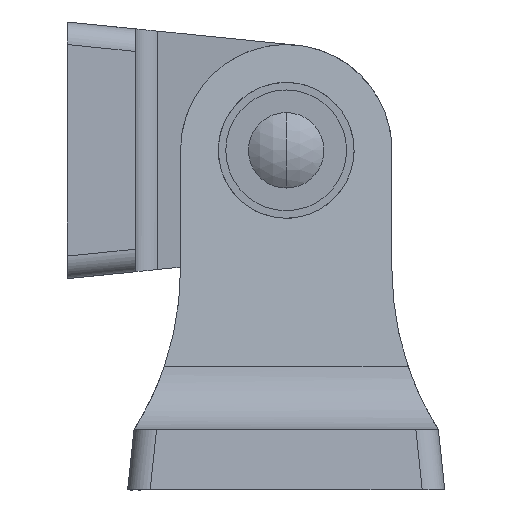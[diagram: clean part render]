
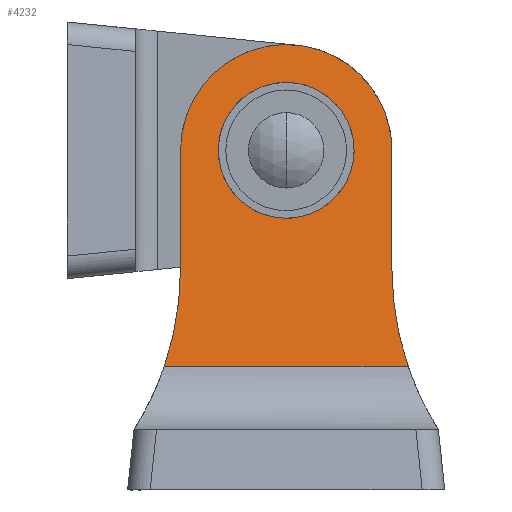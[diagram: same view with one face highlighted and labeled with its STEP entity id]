
A CAD part, front view. The second image highlights one B-rep face of the part: STEP entity #4232.
In plain terms, the highlighted planar face has unit normal (0, -0.986, 0.164).
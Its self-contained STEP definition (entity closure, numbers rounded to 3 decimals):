
#47 = VECTOR ( 'NONE', #1267, 1000. ) ;
#70 = VECTOR ( 'NONE', #1256, 1000. ) ;
#139 = EDGE_CURVE ( 'NONE', #2919, #2923, #4646, .T. ) ;
#140 = EDGE_CURVE ( 'NONE', #2923, #863, #1254, .T. ) ;
#141 = EDGE_CURVE ( 'NONE', #872, #2941, #4648, .T. ) ;
#142 = EDGE_CURVE ( 'NONE', #2903, #2932, #4645, .T. ) ;
#143 = EDGE_CURVE ( 'NONE', #2941, #2903, #1265, .T. ) ;
#144 = EDGE_CURVE ( 'NONE', #869, #858, #2251, .T. ) ;
#303 = VECTOR ( 'NONE', #3280, 1000. ) ;
#467 = EDGE_CURVE ( 'NONE', #858, #869, #2860, .T. ) ;
#578 = EDGE_CURVE ( 'NONE', #2932, #2919, #3278, .T. ) ;
#605 = EDGE_CURVE ( 'NONE', #863, #872, #2862, .T. ) ;
#858 = VERTEX_POINT ( 'NONE', #3649 ) ;
#863 = VERTEX_POINT ( 'NONE', #3654 ) ;
#869 = VERTEX_POINT ( 'NONE', #3660 ) ;
#872 = VERTEX_POINT ( 'NONE', #3663 ) ;
#1011 = EDGE_LOOP ( 'NONE', ( #2650, #2653 ) ) ;
#1053 = EDGE_LOOP ( 'NONE', ( #2652, #2655, #2654, #2656, #2657, #2659, #2658 ) ) ;
#1250 = CARTESIAN_POINT ( 'NONE',  ( -16.161, -46.607, -28.644 ) ) ;
#1251 = CARTESIAN_POINT ( 'NONE',  ( -14.727, -45.91, -24.46 ) ) ;
#1252 = CARTESIAN_POINT ( 'NONE',  ( -14., -45.183, -20.097 ) ) ;
#1253 = CARTESIAN_POINT ( 'NONE',  ( -14., -44.446, -15.674 ) ) ;
#1254 = LINE ( 'NONE', #1255, #70 ) ;
#1255 = CARTESIAN_POINT ( 'NONE',  ( -14., -39.5, 14. ) ) ;
#1256 = DIRECTION ( 'NONE',  ( 0., 0.164, 0.986 ) ) ;
#1257 = CARTESIAN_POINT ( 'NONE',  ( 0., -39.5, 14. ) ) ;
#1258 = CARTESIAN_POINT ( 'NONE',  ( 8.201, -39.5, 14. ) ) ;
#1259 = CARTESIAN_POINT ( 'NONE',  ( 14., -40.466, 8.201 ) ) ;
#1260 = CARTESIAN_POINT ( 'NONE',  ( 14., -41.833, 0. ) ) ;
#1261 = CARTESIAN_POINT ( 'NONE',  ( 14., -44.446, -15.674 ) ) ;
#1262 = CARTESIAN_POINT ( 'NONE',  ( 14., -45.183, -20.097 ) ) ;
#1263 = CARTESIAN_POINT ( 'NONE',  ( 14.727, -45.91, -24.46 ) ) ;
#1264 = CARTESIAN_POINT ( 'NONE',  ( 16.161, -46.607, -28.644 ) ) ;
#1265 = LINE ( 'NONE', #1266, #47 ) ;
#1266 = CARTESIAN_POINT ( 'NONE',  ( 14., -39.5, 14. ) ) ;
#1267 = DIRECTION ( 'NONE',  ( 0., -0.164, -0.986 ) ) ;
#1268 = CARTESIAN_POINT ( 'NONE',  ( 0., -40.333, 9. ) ) ;
#1269 = CARTESIAN_POINT ( 'NONE',  ( 18., -40.333, 9. ) ) ;
#1270 = CARTESIAN_POINT ( 'NONE',  ( 18., -43.333, -9. ) ) ;
#1271 = CARTESIAN_POINT ( 'NONE',  ( 0., -43.333, -9. ) ) ;
#1943 = CARTESIAN_POINT ( 'NONE',  ( 0., -43.333, -9. ) ) ;
#1944 = CARTESIAN_POINT ( 'NONE',  ( -18., -43.333, -9. ) ) ;
#1945 = CARTESIAN_POINT ( 'NONE',  ( -18., -40.333, 9. ) ) ;
#1946 = CARTESIAN_POINT ( 'NONE',  ( 0., -40.333, 9. ) ) ;
#2251 =( BOUNDED_CURVE ( )  B_SPLINE_CURVE ( 3, ( #1268, #1269, #1270, #1271 ),
 .UNSPECIFIED., .F., .F. ) 
 B_SPLINE_CURVE_WITH_KNOTS ( ( 4, 4 ),
 ( 0., 3.142 ),
 .UNSPECIFIED. ) 
 CURVE ( )  GEOMETRIC_REPRESENTATION_ITEM ( )  RATIONAL_B_SPLINE_CURVE ( ( 1., 0.333, 0.333, 1. ) ) 
 REPRESENTATION_ITEM ( '' )  );
#2650 = ORIENTED_EDGE ( 'NONE', *, *, #144, .T. ) ;
#2652 = ORIENTED_EDGE ( 'NONE', *, *, #142, .F. ) ;
#2653 = ORIENTED_EDGE ( 'NONE', *, *, #467, .T. ) ;
#2654 = ORIENTED_EDGE ( 'NONE', *, *, #141, .F. ) ;
#2655 = ORIENTED_EDGE ( 'NONE', *, *, #143, .F. ) ;
#2656 = ORIENTED_EDGE ( 'NONE', *, *, #605, .F. ) ;
#2657 = ORIENTED_EDGE ( 'NONE', *, *, #140, .F. ) ;
#2658 = ORIENTED_EDGE ( 'NONE', *, *, #578, .F. ) ;
#2659 = ORIENTED_EDGE ( 'NONE', *, *, #139, .F. ) ;
#2860 =( BOUNDED_CURVE ( )  B_SPLINE_CURVE ( 3, ( #1943, #1944, #1945, #1946 ),
 .UNSPECIFIED., .F., .T. ) 
 B_SPLINE_CURVE_WITH_KNOTS ( ( 4, 4 ),
 ( 3.142, 6.283 ),
 .UNSPECIFIED. ) 
 CURVE ( )  GEOMETRIC_REPRESENTATION_ITEM ( )  RATIONAL_B_SPLINE_CURVE ( ( 1., 0.333, 0.333, 1. ) ) 
 REPRESENTATION_ITEM ( '' )  );
#2862 =( BOUNDED_CURVE ( )  B_SPLINE_CURVE ( 3, ( #3378, #3379, #3380, #3381 ),
 .UNSPECIFIED., .F., .F. ) 
 B_SPLINE_CURVE_WITH_KNOTS ( ( 4, 4 ),
 ( 4.712, 6.283 ),
 .UNSPECIFIED. ) 
 CURVE ( )  GEOMETRIC_REPRESENTATION_ITEM ( )  RATIONAL_B_SPLINE_CURVE ( ( 1., 0.805, 0.805, 1. ) ) 
 REPRESENTATION_ITEM ( '' )  );
#2903 = VERTEX_POINT ( 'NONE', #3781 ) ;
#2919 = VERTEX_POINT ( 'NONE', #3795 ) ;
#2923 = VERTEX_POINT ( 'NONE', #3798 ) ;
#2932 = VERTEX_POINT ( 'NONE', #3805 ) ;
#2941 = VERTEX_POINT ( 'NONE', #3813 ) ;
#3278 = LINE ( 'NONE', #3279, #303 ) ;
#3279 = CARTESIAN_POINT ( 'NONE',  ( 21., -46.607, -28.644 ) ) ;
#3280 = DIRECTION ( 'NONE',  ( -1., 0., 0. ) ) ;
#3378 = CARTESIAN_POINT ( 'NONE',  ( -14., -41.833, 0. ) ) ;
#3379 = CARTESIAN_POINT ( 'NONE',  ( -14., -40.466, 8.201 ) ) ;
#3380 = CARTESIAN_POINT ( 'NONE',  ( -8.201, -39.5, 14. ) ) ;
#3381 = CARTESIAN_POINT ( 'NONE',  ( 0., -39.5, 14. ) ) ;
#3649 = CARTESIAN_POINT ( 'NONE',  ( 0., -43.333, -9. ) ) ;
#3654 = CARTESIAN_POINT ( 'NONE',  ( -14., -41.833, 0. ) ) ;
#3660 = CARTESIAN_POINT ( 'NONE',  ( 0., -40.333, 9. ) ) ;
#3663 = CARTESIAN_POINT ( 'NONE',  ( 0., -39.5, 14. ) ) ;
#3781 = CARTESIAN_POINT ( 'NONE',  ( 14., -44.446, -15.674 ) ) ;
#3795 = CARTESIAN_POINT ( 'NONE',  ( -16.161, -46.607, -28.644 ) ) ;
#3798 = CARTESIAN_POINT ( 'NONE',  ( -14., -44.446, -15.674 ) ) ;
#3805 = CARTESIAN_POINT ( 'NONE',  ( 16.161, -46.607, -28.644 ) ) ;
#3813 = CARTESIAN_POINT ( 'NONE',  ( 14., -41.833, 0. ) ) ;
#3876 = PLANE ( 'NONE',  #4364 ) ;
#3877 = CARTESIAN_POINT ( 'NONE',  ( 21., -39.5, 14. ) ) ;
#3878 = DIRECTION ( 'NONE',  ( 0., 0.986, -0.164 ) ) ;
#3879 = DIRECTION ( 'NONE',  ( 0., 0.164, 0.986 ) ) ;
#4232 = ADVANCED_FACE ( 'NONE', ( #4363, #4358 ), #3876, .F. ) ;
#4358 = FACE_OUTER_BOUND ( 'NONE', #1053, .T. ) ;
#4363 = FACE_BOUND ( 'NONE', #1011, .T. ) ;
#4364 = AXIS2_PLACEMENT_3D ( 'NONE', #3877, #3878, #3879 ) ;
#4645 =( BOUNDED_CURVE ( )  B_SPLINE_CURVE ( 3, ( #1261, #1262, #1263, #1264 ),
 .UNSPECIFIED., .F., .F. ) 
 B_SPLINE_CURVE_WITH_KNOTS ( ( 4, 4 ),
 ( 1.571, 1.901 ),
 .UNSPECIFIED. ) 
 CURVE ( )  GEOMETRIC_REPRESENTATION_ITEM ( )  RATIONAL_B_SPLINE_CURVE ( ( 1., 0.991, 0.991, 1. ) ) 
 REPRESENTATION_ITEM ( '' )  );
#4646 =( BOUNDED_CURVE ( )  B_SPLINE_CURVE ( 3, ( #1250, #1251, #1252, #1253 ),
 .UNSPECIFIED., .F., .T. ) 
 B_SPLINE_CURVE_WITH_KNOTS ( ( 4, 4 ),
 ( 4.382, 4.712 ),
 .UNSPECIFIED. ) 
 CURVE ( )  GEOMETRIC_REPRESENTATION_ITEM ( )  RATIONAL_B_SPLINE_CURVE ( ( 1., 0.991, 0.991, 1. ) ) 
 REPRESENTATION_ITEM ( '' )  );
#4648 =( BOUNDED_CURVE ( )  B_SPLINE_CURVE ( 3, ( #1257, #1258, #1259, #1260 ),
 .UNSPECIFIED., .F., .T. ) 
 B_SPLINE_CURVE_WITH_KNOTS ( ( 4, 4 ),
 ( 0., 1.571 ),
 .UNSPECIFIED. ) 
 CURVE ( )  GEOMETRIC_REPRESENTATION_ITEM ( )  RATIONAL_B_SPLINE_CURVE ( ( 1., 0.805, 0.805, 1. ) ) 
 REPRESENTATION_ITEM ( '' )  );
